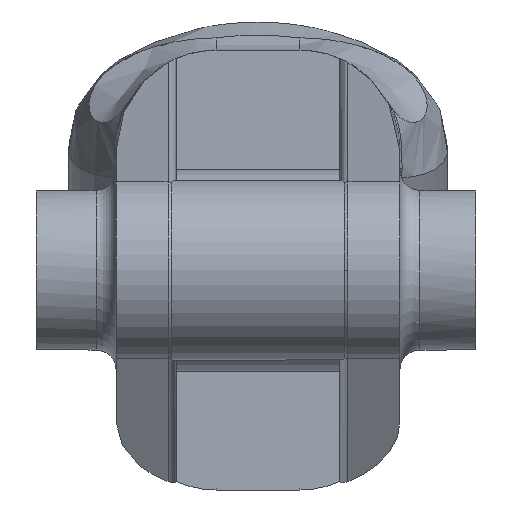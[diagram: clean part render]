
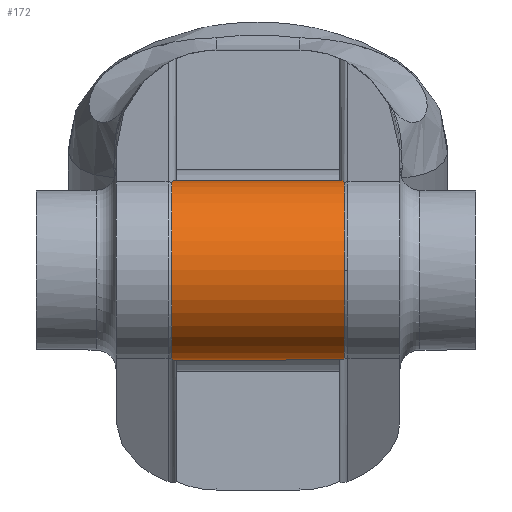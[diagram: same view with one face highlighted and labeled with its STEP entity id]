
A CAD part, front view. The second image highlights one B-rep face of the part: STEP entity #172.
In plain terms, the highlighted cylindrical face has radius 4.5 mm (diameter 9 mm), a partial arc.
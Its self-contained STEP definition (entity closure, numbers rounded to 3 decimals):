
#71=CYLINDRICAL_SURFACE('',#1125,4.5);
#104=FACE_OUTER_BOUND('',#423,.T.);
#172=ADVANCED_FACE('',(#104),#71,.T.);
#229=B_SPLINE_CURVE_WITH_KNOTS('',3,(#1636,#1637,#1638,#1639,#1640,#1641,
#1642),.UNSPECIFIED.,.F.,.F.,(4,3,4),(0.,0.445,1.),
 .UNSPECIFIED.);
#231=B_SPLINE_CURVE_WITH_KNOTS('',3,(#1655,#1656,#1657,#1658,#1659,#1660,
#1661),.UNSPECIFIED.,.F.,.F.,(4,3,4),(0.,0.444,1.),
 .UNSPECIFIED.);
#232=B_SPLINE_CURVE_WITH_KNOTS('',3,(#1663,#1664,#1665,#1666,#1667,#1668,
#1669),.UNSPECIFIED.,.F.,.F.,(4,3,4),(0.,0.444,1.),
 .UNSPECIFIED.);
#234=B_SPLINE_CURVE_WITH_KNOTS('',3,(#1683,#1684,#1685,#1686,#1687,#1688,
#1689),.UNSPECIFIED.,.F.,.F.,(4,3,4),(0.,0.445,1.),
 .UNSPECIFIED.);
#299=LINE('',#1709,#345);
#301=LINE('',#1712,#347);
#345=VECTOR('',#1346,1.);
#347=VECTOR('',#1350,1.);
#423=EDGE_LOOP('',(#627,#628,#629,#630,#631,#632,#633,#634,#635,#636,#637,
#638,#639));
#627=ORIENTED_EDGE('',*,*,#949,.T.);
#628=ORIENTED_EDGE('',*,*,#927,.T.);
#629=ORIENTED_EDGE('',*,*,#932,.T.);
#630=ORIENTED_EDGE('',*,*,#881,.T.);
#631=ORIENTED_EDGE('',*,*,#933,.T.);
#632=ORIENTED_EDGE('',*,*,#936,.T.);
#633=ORIENTED_EDGE('',*,*,#931,.T.);
#634=ORIENTED_EDGE('',*,*,#951,.T.);
#635=ORIENTED_EDGE('',*,*,#918,.T.);
#636=ORIENTED_EDGE('',*,*,#942,.T.);
#637=ORIENTED_EDGE('',*,*,#939,.T.);
#638=ORIENTED_EDGE('',*,*,#937,.T.);
#639=ORIENTED_EDGE('',*,*,#922,.T.);
#782=VERTEX_POINT('',#1536);
#783=VERTEX_POINT('',#1537);
#803=VERTEX_POINT('',#1602);
#805=VERTEX_POINT('',#1607);
#806=VERTEX_POINT('',#1609);
#809=VERTEX_POINT('',#1615);
#810=VERTEX_POINT('',#1619);
#812=VERTEX_POINT('',#1624);
#813=VERTEX_POINT('',#1626);
#816=VERTEX_POINT('',#1632);
#817=VERTEX_POINT('',#1645);
#818=VERTEX_POINT('',#1670);
#819=VERTEX_POINT('',#1674);
#881=EDGE_CURVE('',#782,#783,#1001,.T.);
#918=EDGE_CURVE('',#806,#805,#1012,.T.);
#922=EDGE_CURVE('',#803,#809,#1014,.T.);
#927=EDGE_CURVE('',#813,#812,#1016,.T.);
#931=EDGE_CURVE('',#810,#816,#1018,.T.);
#932=EDGE_CURVE('',#812,#782,#229,.T.);
#933=EDGE_CURVE('',#783,#817,#1019,.T.);
#936=EDGE_CURVE('',#817,#810,#231,.T.);
#937=EDGE_CURVE('',#818,#803,#232,.T.);
#939=EDGE_CURVE('',#819,#818,#1022,.T.);
#942=EDGE_CURVE('',#805,#819,#234,.T.);
#949=EDGE_CURVE('',#809,#813,#299,.T.);
#951=EDGE_CURVE('',#816,#806,#301,.T.);
#1001=CIRCLE('',#1063,4.5);
#1012=CIRCLE('',#1089,4.5);
#1014=CIRCLE('',#1091,4.5);
#1016=CIRCLE('',#1094,4.5);
#1018=CIRCLE('',#1096,4.5);
#1019=CIRCLE('',#1100,4.5);
#1022=CIRCLE('',#1106,4.5);
#1063=AXIS2_PLACEMENT_3D('',#1535,#1198,#1199);
#1089=AXIS2_PLACEMENT_3D('',#1608,#1273,#1274);
#1091=AXIS2_PLACEMENT_3D('',#1616,#1279,#1280);
#1094=AXIS2_PLACEMENT_3D('',#1625,#1288,#1289);
#1096=AXIS2_PLACEMENT_3D('',#1633,#1294,#1295);
#1100=AXIS2_PLACEMENT_3D('',#1644,#1302,#1303);
#1106=AXIS2_PLACEMENT_3D('',#1673,#1314,#1315);
#1125=AXIS2_PLACEMENT_3D('',#1716,#1356,#1357);
#1198=DIRECTION('',(-1.,0.,0.));
#1199=DIRECTION('',(0.,1.,0.));
#1273=DIRECTION('',(1.,0.,0.));
#1274=DIRECTION('',(0.,1.,0.));
#1279=DIRECTION('',(1.,0.,0.));
#1280=DIRECTION('',(0.,1.,0.));
#1288=DIRECTION('',(-1.,0.,0.));
#1289=DIRECTION('',(0.,-1.,0.));
#1294=DIRECTION('',(-1.,0.,0.));
#1295=DIRECTION('',(0.,-1.,0.));
#1302=DIRECTION('',(-1.,0.,0.));
#1303=DIRECTION('',(0.,1.,0.));
#1314=DIRECTION('',(1.,0.,0.));
#1315=DIRECTION('',(0.,-1.,0.));
#1346=DIRECTION('',(1.,0.,0.));
#1350=DIRECTION('',(-1.,0.,0.));
#1356=DIRECTION('',(-1.,0.,0.));
#1357=DIRECTION('',(0.,0.,1.));
#1535=CARTESIAN_POINT('',(4.319,-58.593,2.332));
#1536=CARTESIAN_POINT('',(4.319,-59.621,-2.049));
#1537=CARTESIAN_POINT('',(4.319,-63.093,2.332));
#1602=CARTESIAN_POINT('',(-4.1,-57.83,-2.103));
#1607=CARTESIAN_POINT('',(-4.1,-57.83,6.766));
#1608=CARTESIAN_POINT('',(-4.1,-58.593,2.332));
#1609=CARTESIAN_POINT('',(-4.1,-54.369,3.882));
#1615=CARTESIAN_POINT('',(-4.1,-54.369,0.782));
#1616=CARTESIAN_POINT('',(-4.1,-58.593,2.332));
#1619=CARTESIAN_POINT('',(4.1,-57.83,6.766));
#1624=CARTESIAN_POINT('',(4.1,-57.83,-2.103));
#1625=CARTESIAN_POINT('',(4.1,-58.593,2.332));
#1626=CARTESIAN_POINT('',(4.1,-54.369,0.782));
#1632=CARTESIAN_POINT('',(4.1,-54.369,3.882));
#1633=CARTESIAN_POINT('',(4.1,-58.593,2.332));
#1636=CARTESIAN_POINT('',(4.1,-57.83,-2.103));
#1637=CARTESIAN_POINT('',(4.1,-58.095,-2.149));
#1638=CARTESIAN_POINT('',(4.139,-58.365,-2.17));
#1639=CARTESIAN_POINT('',(4.185,-58.63,-2.168));
#1640=CARTESIAN_POINT('',(4.242,-58.961,-2.165));
#1641=CARTESIAN_POINT('',(4.319,-59.294,-2.126));
#1642=CARTESIAN_POINT('',(4.319,-59.621,-2.049));
#1644=CARTESIAN_POINT('',(4.319,-58.593,2.332));
#1645=CARTESIAN_POINT('',(4.319,-59.621,6.713));
#1655=CARTESIAN_POINT('',(4.319,-59.621,6.713));
#1656=CARTESIAN_POINT('',(4.319,-59.359,6.774));
#1657=CARTESIAN_POINT('',(4.268,-59.092,6.812));
#1658=CARTESIAN_POINT('',(4.22,-58.828,6.826));
#1659=CARTESIAN_POINT('',(4.16,-58.498,6.843));
#1660=CARTESIAN_POINT('',(4.1,-58.161,6.823));
#1661=CARTESIAN_POINT('',(4.1,-57.83,6.766));
#1663=CARTESIAN_POINT('',(-4.319,-59.621,-2.049));
#1664=CARTESIAN_POINT('',(-4.319,-59.359,-2.111));
#1665=CARTESIAN_POINT('',(-4.268,-59.092,-2.148));
#1666=CARTESIAN_POINT('',(-4.22,-58.828,-2.162));
#1667=CARTESIAN_POINT('',(-4.16,-58.498,-2.179));
#1668=CARTESIAN_POINT('',(-4.1,-58.161,-2.16));
#1669=CARTESIAN_POINT('',(-4.1,-57.83,-2.103));
#1670=CARTESIAN_POINT('',(-4.319,-59.621,-2.049));
#1673=CARTESIAN_POINT('',(-4.319,-58.593,2.332));
#1674=CARTESIAN_POINT('',(-4.319,-59.621,6.713));
#1683=CARTESIAN_POINT('',(-4.1,-57.83,6.766));
#1684=CARTESIAN_POINT('',(-4.1,-58.095,6.812));
#1685=CARTESIAN_POINT('',(-4.139,-58.365,6.834));
#1686=CARTESIAN_POINT('',(-4.185,-58.63,6.832));
#1687=CARTESIAN_POINT('',(-4.242,-58.961,6.829));
#1688=CARTESIAN_POINT('',(-4.319,-59.294,6.789));
#1689=CARTESIAN_POINT('',(-4.319,-59.621,6.713));
#1709=CARTESIAN_POINT('',(6.9,-54.369,0.782));
#1712=CARTESIAN_POINT('',(6.9,-54.369,3.882));
#1716=CARTESIAN_POINT('',(6.9,-58.593,2.332));
